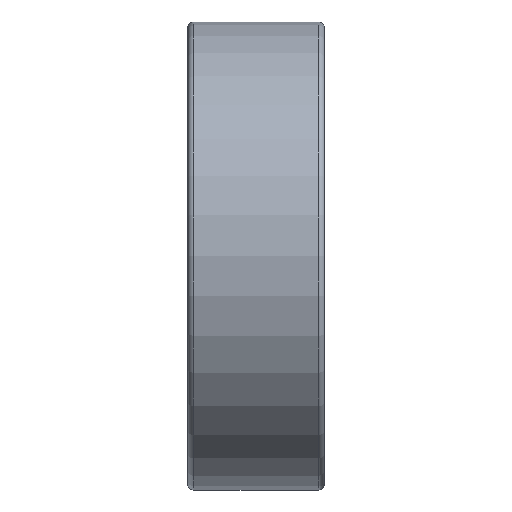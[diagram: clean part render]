
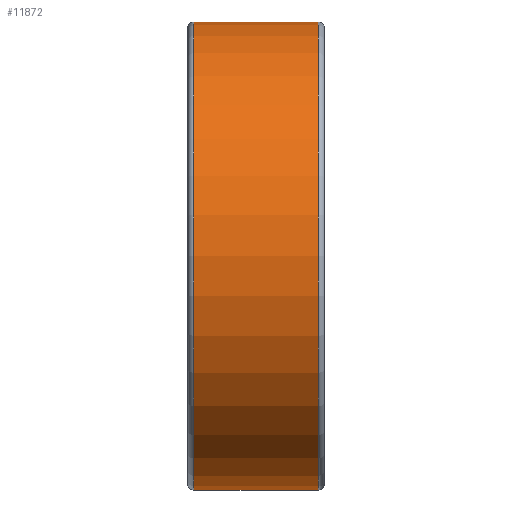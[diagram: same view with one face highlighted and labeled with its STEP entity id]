
A CAD part, top view. The second image highlights one B-rep face of the part: STEP entity #11872.
In plain terms, the highlighted cylindrical face has radius 12 mm (diameter 24 mm), a partial arc.
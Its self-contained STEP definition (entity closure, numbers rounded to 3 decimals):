
#3011=CARTESIAN_POINT('',(-3.2,0.,0.));
#3012=DIRECTION('',(1.,0.,0.));
#3013=DIRECTION('',(0.,1.,0.));
#3014=AXIS2_PLACEMENT_3D('',#3011,#3012,#3013);
#3019=CARTESIAN_POINT('',(3.2,0.,0.));
#3020=DIRECTION('',(1.,0.,0.));
#3021=DIRECTION('',(0.,1.,0.));
#3022=AXIS2_PLACEMENT_3D('',#3019,#3020,#3021);
#3035=DIRECTION('',(-1.,0.,0.));
#3036=VECTOR('',#3035,6.4);
#3037=CARTESIAN_POINT('',(3.2,-12.,0.));
#3038=LINE('',#3037,#3036);
#3050=DIRECTION('',(-1.,0.,0.));
#3051=VECTOR('',#3050,6.4);
#3052=CARTESIAN_POINT('',(3.2,12.,0.));
#3053=LINE('',#3052,#3051);
#9170=CARTESIAN_POINT('',(-3.2,12.,0.));
#9171=CARTESIAN_POINT('',(-3.2,-12.,0.));
#9172=VERTEX_POINT('',#9170);
#9173=VERTEX_POINT('',#9171);
#9174=CARTESIAN_POINT('',(3.2,12.,0.));
#9175=CARTESIAN_POINT('',(3.2,-12.,0.));
#9176=VERTEX_POINT('',#9174);
#9177=VERTEX_POINT('',#9175);
#11858=CARTESIAN_POINT('',(-3.85,0.,0.));
#11859=DIRECTION('',(1.,0.,0.));
#11860=DIRECTION('',(0.,-1.,0.));
#11861=AXIS2_PLACEMENT_3D('',#11858,#11859,#11860);
#11862=CYLINDRICAL_SURFACE('',#11861,12.);
#11863=ORIENTED_EDGE('',*,*,#11848,.F.);
#11865=ORIENTED_EDGE('',*,*,#11864,.F.);
#11867=ORIENTED_EDGE('',*,*,#11866,.T.);
#11869=ORIENTED_EDGE('',*,*,#11868,.T.);
#11870=EDGE_LOOP('',(#11863,#11865,#11867,#11869));
#11871=FACE_OUTER_BOUND('',#11870,.F.);
#3015=CIRCLE('',#3014,12.);
#3023=CIRCLE('',#3022,12.);
#11848=EDGE_CURVE('',#9172,#9173,#3015,.T.);
#11864=EDGE_CURVE('',#9176,#9172,#3053,.T.);
#11866=EDGE_CURVE('',#9176,#9177,#3023,.T.);
#11868=EDGE_CURVE('',#9177,#9173,#3038,.T.);
#11872=ADVANCED_FACE('',(#11871),#11862,.T.);
